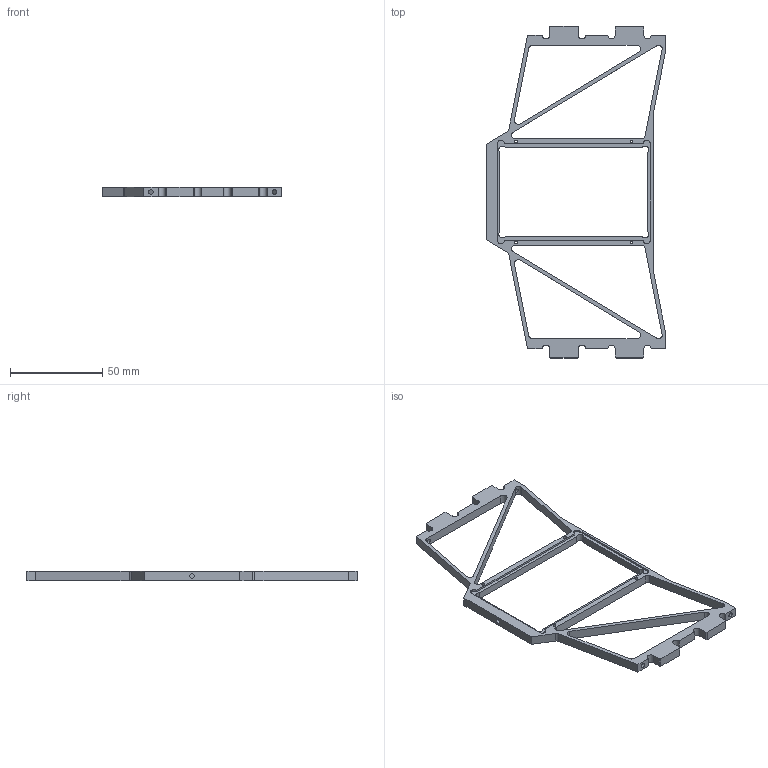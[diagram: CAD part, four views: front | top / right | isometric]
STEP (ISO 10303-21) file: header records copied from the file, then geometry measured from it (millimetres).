
FILE_DESCRIPTION(/* description */ (''),/* implementation_level */ '2;1');
FILE_NAME(/* name */ 'TorsoLowerFrame.stp',/* time_stamp */ '2024-04-29T11:18:44+09:00',/* author */ ('masato'),/* organization */ (''),/* preprocessor_version */ 'ST-DEVELOPER v20',/* originating_system */ 'Autodesk Inventor 2024',/* authorisation */ '');
FILE_SCHEMA (('AUTOMOTIVE_DESIGN { 1 0 10303 214 3 1 1 }'));
Length unit declared in the file: millimetre
Products named in the file (1): TorsoLowerFrame
Bounding box: 97.5 x 180 x 5 mm (x, y, z)
Volume: 15691.6 mm3; surface area: 14961.9 mm2
Topology: 1 solids, 1 shells, 100 faces, 297 edges, 198 vertices
Faces by surface type: plane 59, cylinder 41
Full cylindrical faces by diameter (mm): 1.567 x4, 2.459 x5
Entity records: 3520 total; most frequent: CARTESIAN_POINT 656, ORIENTED_EDGE 594, DIRECTION 581, EDGE_CURVE 297, LINE 211, VECTOR 211, VERTEX_POINT 198, AXIS2_PLACEMENT_3D 185
